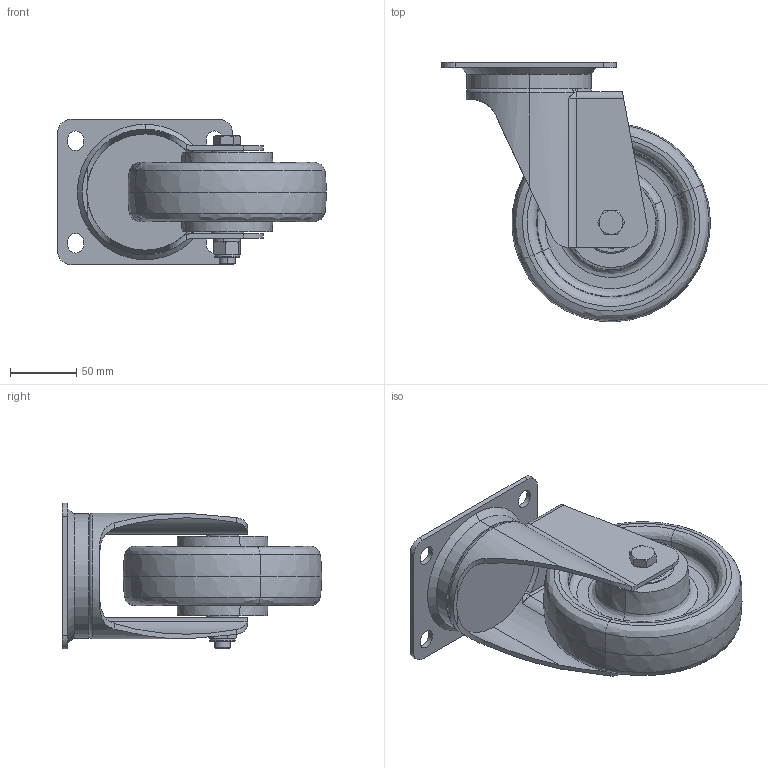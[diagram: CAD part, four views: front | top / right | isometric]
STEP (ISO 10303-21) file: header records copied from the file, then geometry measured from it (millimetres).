
FILE_DESCRIPTION (( 'STEP AP214' ), '1' );
FILE_NAME ('0029857_L-MV-PAM-150-K-3_(A-03).step', '2019-10-11T09:17:39', ( '' ), ( '' ), 'SwSTEP 2.0', 'SolidWorks 2018', '' );
FILE_SCHEMA (( 'AUTOMOTIVE_DESIGN' ));
Length unit declared in the file: millimetre
Products named in the file (1): 0029857_L-MV-PAM-150-K-3_(A-03)
Bounding box: 202.92 x 195.92 x 110 mm (x, y, z)
Volume: 849562.9 mm3; surface area: 191847.9 mm2
Topology: 9 solids, 13 shells, 337 faces, 754 edges, 456 vertices
Faces by surface type: cylinder 108, plane 93, cone 54, torus 50, bspline 32
Entity records: 14945 total; most frequent: CARTESIAN_POINT 3588, DIRECTION 1678, ORIENTED_EDGE 1500, EDGE_CURVE 750, AXIS2_PLACEMENT_3D 714, VERTEX_POINT 456, CIRCLE 408, EDGE_LOOP 386
